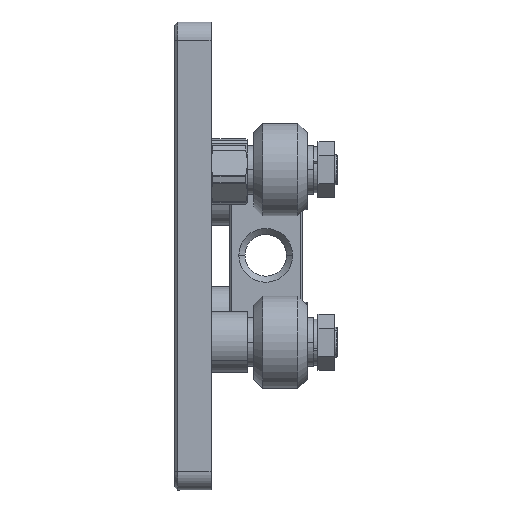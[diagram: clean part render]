
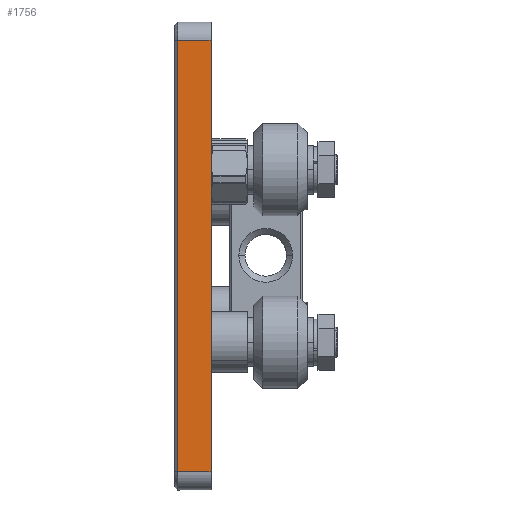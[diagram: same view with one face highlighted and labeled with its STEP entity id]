
A CAD part, left-side view. The second image highlights one B-rep face of the part: STEP entity #1756.
In plain terms, the highlighted face is planar.
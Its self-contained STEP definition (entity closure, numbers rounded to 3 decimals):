
#128 = LINE ( 'NONE', #3200, #15171 ) ;
#270 = DIRECTION ( 'NONE',  ( 1., 0., 0. ) ) ;
#1017 = VECTOR ( 'NONE', #14218, 1000. ) ;
#1756 = ADVANCED_FACE ( 'NONE', ( #6977 ), #15282, .T. ) ;
#2010 = DIRECTION ( 'NONE',  ( -1., 0., 0. ) ) ;
#2185 = EDGE_CURVE ( 'NONE', #18504, #9545, #128, .T. ) ;
#2315 = EDGE_CURVE ( 'NONE', #2524, #13272, #20451, .T. ) ;
#2410 = CARTESIAN_POINT ( 'NONE',  ( -35.5, -38.5, -0.5 ) ) ;
#2524 = VERTEX_POINT ( 'NONE', #13700 ) ;
#3200 = CARTESIAN_POINT ( 'NONE',  ( 38.5, -38.5, -6. ) ) ;
#4027 = AXIS2_PLACEMENT_3D ( 'NONE', #11681, #9924, #270 ) ;
#4577 = ORIENTED_EDGE ( 'NONE', *, *, #9921, .T. ) ;
#4984 = CARTESIAN_POINT ( 'NONE',  ( -35.5, -38.5, -6. ) ) ;
#6977 = FACE_OUTER_BOUND ( 'NONE', #18581, .T. ) ;
#7945 = ORIENTED_EDGE ( 'NONE', *, *, #2315, .T. ) ;
#8681 = EDGE_CURVE ( 'NONE', #9545, #2524, #20778, .T. ) ;
#9425 = VECTOR ( 'NONE', #21093, 1000. ) ;
#9545 = VERTEX_POINT ( 'NONE', #13155 ) ;
#9921 = EDGE_CURVE ( 'NONE', #13272, #18504, #11257, .T. ) ;
#9924 = DIRECTION ( 'NONE',  ( 0., -1., 0. ) ) ;
#11257 = LINE ( 'NONE', #17878, #1017 ) ;
#11560 = VECTOR ( 'NONE', #2010, 1000. ) ;
#11681 = CARTESIAN_POINT ( 'NONE',  ( 38.5, -38.5, -6. ) ) ;
#12216 = CARTESIAN_POINT ( 'NONE',  ( 38.5, -38.5, -0.5 ) ) ;
#13155 = CARTESIAN_POINT ( 'NONE',  ( 35.5, -38.5, -6. ) ) ;
#13272 = VERTEX_POINT ( 'NONE', #2410 ) ;
#13700 = CARTESIAN_POINT ( 'NONE',  ( 35.5, -38.5, -0.5 ) ) ;
#14218 = DIRECTION ( 'NONE',  ( 0., 0., -1. ) ) ;
#14480 = CARTESIAN_POINT ( 'NONE',  ( 35.5, -38.5, -6. ) ) ;
#15171 = VECTOR ( 'NONE', #20025, 1000. ) ;
#15282 = PLANE ( 'NONE',  #4027 ) ;
#17281 = ORIENTED_EDGE ( 'NONE', *, *, #8681, .T. ) ;
#17878 = CARTESIAN_POINT ( 'NONE',  ( -35.5, -38.5, -6. ) ) ;
#18504 = VERTEX_POINT ( 'NONE', #4984 ) ;
#18581 = EDGE_LOOP ( 'NONE', ( #17281, #7945, #4577, #21414 ) ) ;
#20025 = DIRECTION ( 'NONE',  ( 1., 0., 0. ) ) ;
#20451 = LINE ( 'NONE', #12216, #11560 ) ;
#20778 = LINE ( 'NONE', #14480, #9425 ) ;
#21093 = DIRECTION ( 'NONE',  ( 0., 0., 1. ) ) ;
#21414 = ORIENTED_EDGE ( 'NONE', *, *, #2185, .T. ) ;
